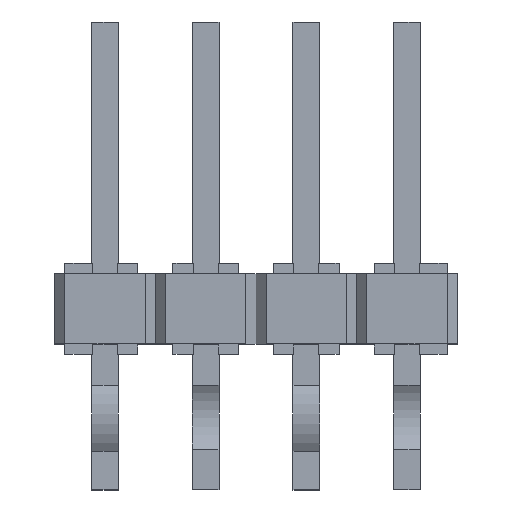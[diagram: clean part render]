
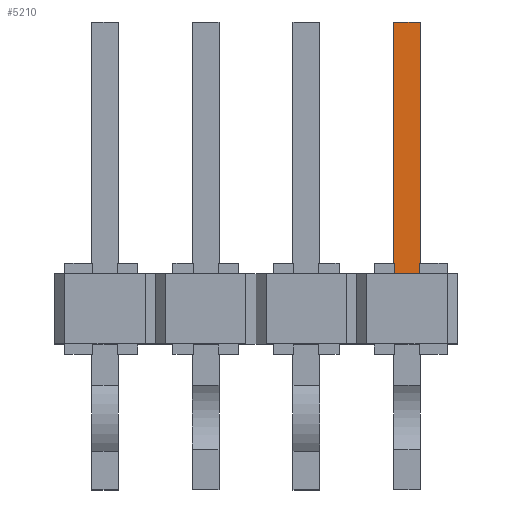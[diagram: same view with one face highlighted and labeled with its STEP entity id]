
A CAD part, top view. The second image highlights one B-rep face of the part: STEP entity #5210.
In plain terms, the highlighted planar face has unit normal (0, 0, 1).
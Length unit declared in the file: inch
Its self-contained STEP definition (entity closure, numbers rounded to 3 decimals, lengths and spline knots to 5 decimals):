
#601=DIRECTION('',(1.,0.,0.));
#602=VECTOR('',#601,0.0265);
#603=CARTESIAN_POINT('',(0.13675,0.08,0.01325));
#604=LINE('',#603,#602);
#1677=DIRECTION('',(0.,-1.,0.));
#1678=VECTOR('',#1677,0.25);
#1679=CARTESIAN_POINT('',(0.13675,0.33,0.01325));
#1680=LINE('',#1679,#1678);
#1711=DIRECTION('',(0.,-1.,0.));
#1712=VECTOR('',#1711,0.25);
#1713=CARTESIAN_POINT('',(0.16325,0.33,0.01325));
#1714=LINE('',#1713,#1712);
#1753=DIRECTION('',(1.,0.,0.));
#1754=VECTOR('',#1753,0.0265);
#1755=CARTESIAN_POINT('',(0.13675,0.33,0.01325));
#1756=LINE('',#1755,#1754);
#2690=CARTESIAN_POINT('',(0.13675,0.33,0.01325));
#2692=VERTEX_POINT('',#2690);
#2694=CARTESIAN_POINT('',(0.16325,0.33,0.01325));
#2696=VERTEX_POINT('',#2694);
#2705=CARTESIAN_POINT('',(0.13675,0.08,0.01325));
#2707=VERTEX_POINT('',#2705);
#2709=CARTESIAN_POINT('',(0.16325,0.08,0.01325));
#2711=VERTEX_POINT('',#2709);
#5198=CARTESIAN_POINT('',(0.13675,0.33,0.01325));
#5199=DIRECTION('',(0.,0.,1.));
#5200=DIRECTION('',(0.,-1.,0.));
#5201=AXIS2_PLACEMENT_3D('',#5198,#5199,#5200);
#5202=PLANE('',#5201);
#5203=ORIENTED_EDGE('',*,*,#3510,.F.);
#5204=ORIENTED_EDGE('',*,*,#5119,.F.);
#5206=ORIENTED_EDGE('',*,*,#5205,.T.);
#5207=ORIENTED_EDGE('',*,*,#5167,.T.);
#5208=EDGE_LOOP('',(#5203,#5204,#5206,#5207));
#5209=FACE_OUTER_BOUND('',#5208,.F.);
#5210=ADVANCED_FACE('',(#5209),#5202,.T.);
#3510=EDGE_CURVE('',#2707,#2711,#604,.T.);
#5119=EDGE_CURVE('',#2692,#2707,#1680,.T.);
#5167=EDGE_CURVE('',#2696,#2711,#1714,.T.);
#5205=EDGE_CURVE('',#2692,#2696,#1756,.T.);
